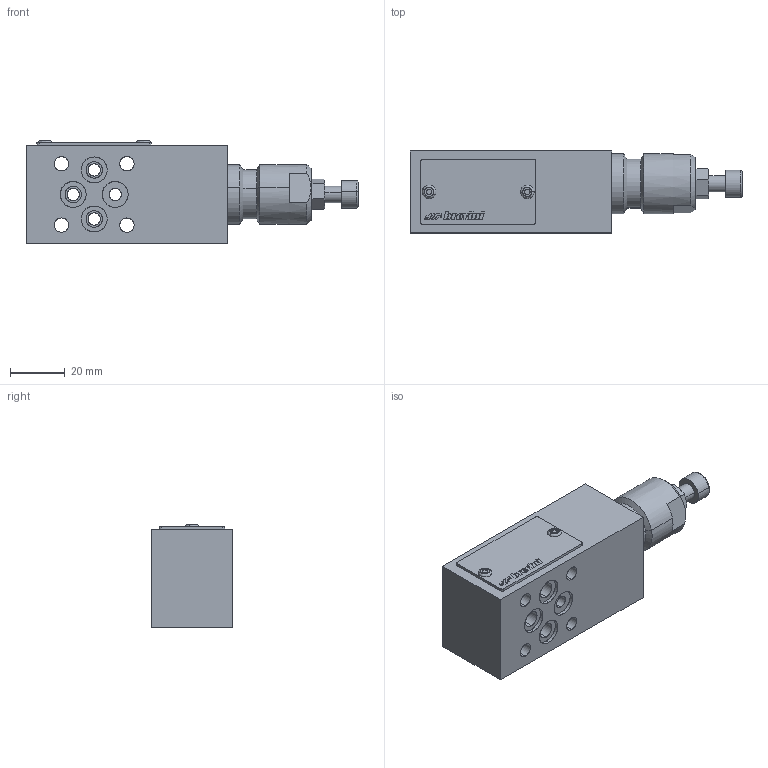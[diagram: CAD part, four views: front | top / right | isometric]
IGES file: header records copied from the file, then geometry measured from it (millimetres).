
Start section: SolidWorks IGES file using analytic representation for surfaces
Global section: file name: AM2VMPC--001.igs; native system: SolidWorks 2016; preprocessor: SolidWorks 2016; author: serviziopdm; date: 170503.155553; units: millimetre
Bounding box: 121.7 x 30 x 37.8 mm (x, y, z)
Surface area: 19926.8 mm2 (no closed solid volume)
Topology: 0 solids, 0 shells, 144 faces, 2732 edges, 2732 vertices
Faces by surface type: bspline 81, revolution 63
